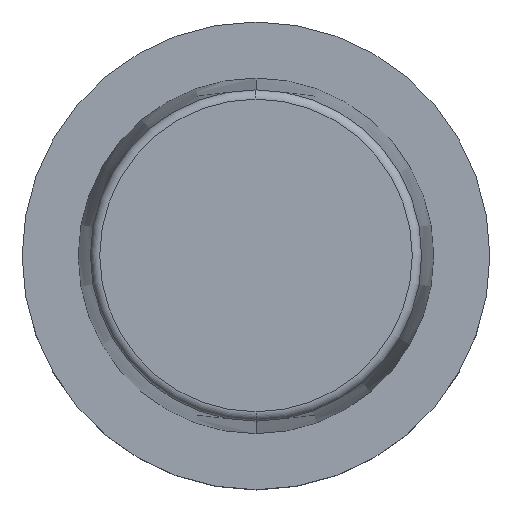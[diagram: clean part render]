
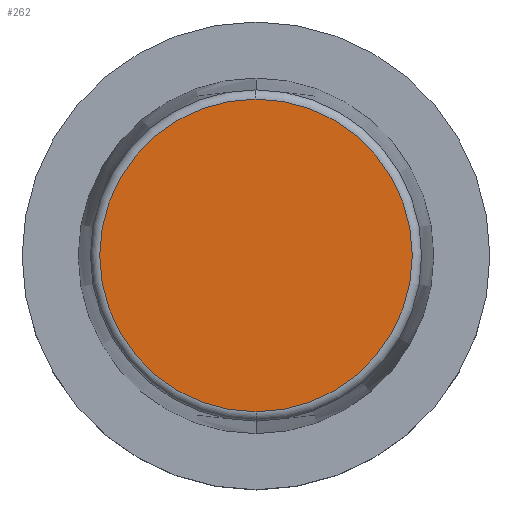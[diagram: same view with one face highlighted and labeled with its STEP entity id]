
A CAD part, top view. The second image highlights one B-rep face of the part: STEP entity #262.
In plain terms, the highlighted planar face has unit normal (0, 0, 1).
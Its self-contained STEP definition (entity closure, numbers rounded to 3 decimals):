
#212=EDGE_CURVE('',#270,#218,#604,.T.);
#218=VERTEX_POINT('',#611);
#262=ADVANCED_FACE('',(#663),#664,.T.);
#270=VERTEX_POINT('',#672);
#326=EDGE_CURVE('',#218,#270,#738,.T.);
#604=CIRCLE('',#1038,33.41);
#611=CARTESIAN_POINT('',(0.0,33.41,50.0));
#663=FACE_OUTER_BOUND('',#1113,.T.);
#664=PLANE('',#1114);
#672=CARTESIAN_POINT('',(0.,-33.41,50.0));
#738=CIRCLE('',#1205,33.41);
#1038=AXIS2_PLACEMENT_3D('',#1585,#1586,#1587);
#1113=EDGE_LOOP('',(#1688,#1689));
#1114=AXIS2_PLACEMENT_3D('',#1690,#1691,#1692);
#1205=AXIS2_PLACEMENT_3D('',#1793,#1794,#1795);
#1585=CARTESIAN_POINT('',(0.0,0.0,50.0));
#1586=DIRECTION('',(0.0,0.0,-1.0));
#1587=DIRECTION('',(0.0,1.0,0.0));
#1688=ORIENTED_EDGE('',*,*,#326,.F.);
#1689=ORIENTED_EDGE('',*,*,#212,.F.);
#1690=CARTESIAN_POINT('',(0.0,16.705,50.0));
#1691=DIRECTION('',(-0.0,0.0,1.0));
#1692=DIRECTION('',(0.0,-1.0,0.0));
#1793=CARTESIAN_POINT('',(0.0,0.0,50.0));
#1794=DIRECTION('',(0.0,0.0,-1.0));
#1795=DIRECTION('',(0.0,1.0,0.0));
